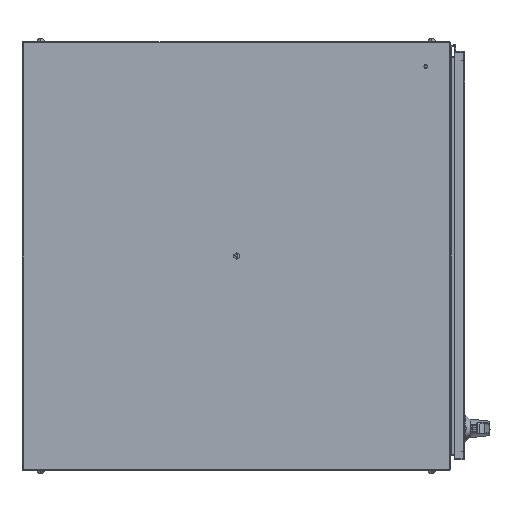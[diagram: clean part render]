
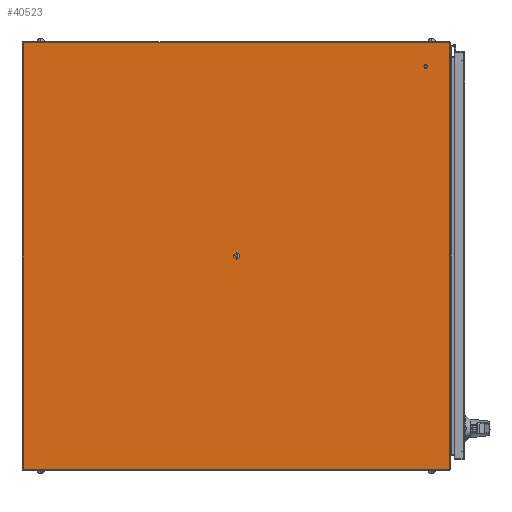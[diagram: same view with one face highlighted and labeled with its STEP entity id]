
A CAD part, front view. The second image highlights one B-rep face of the part: STEP entity #40523.
In plain terms, the highlighted face is planar.
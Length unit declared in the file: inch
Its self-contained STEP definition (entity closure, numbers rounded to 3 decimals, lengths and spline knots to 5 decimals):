
#530 = DIRECTION ( 'NONE',  ( -1., 0., 0. ) ) ;
#1931 = DIRECTION ( 'NONE',  ( 0., -1., 0. ) ) ;
#3190 = VERTEX_POINT ( 'NONE', #116345 ) ;
#5737 = FACE_OUTER_BOUND ( 'NONE', #18779, .T. ) ;
#9714 = CARTESIAN_POINT ( 'NONE',  ( -17.935, 18., 0. ) ) ;
#13385 = VERTEX_POINT ( 'NONE', #90125 ) ;
#18779 = EDGE_LOOP ( 'NONE', ( #115239, #48525, #133818, #77185 ) ) ;
#22940 = LINE ( 'NONE', #32150, #50905 ) ;
#30569 = VERTEX_POINT ( 'NONE', #85227 ) ;
#32150 = CARTESIAN_POINT ( 'NONE',  ( -17.935, -17.857, 0. ) ) ;
#37008 = LINE ( 'NONE', #9714, #129750 ) ;
#40523 = ADVANCED_FACE ( 'NONE', ( #5737 ), #82634, .F. ) ;
#40717 = EDGE_CURVE ( 'NONE', #30569, #3190, #129595, .T. ) ;
#41059 = VERTEX_POINT ( 'NONE', #83391 ) ;
#48525 = ORIENTED_EDGE ( 'NONE', *, *, #40717, .F. ) ;
#50905 = VECTOR ( 'NONE', #126456, 39.37008 ) ;
#54501 = EDGE_CURVE ( 'NONE', #41059, #30569, #37008, .T. ) ;
#61312 = CARTESIAN_POINT ( 'NONE',  ( -17.935, -18., 0. ) ) ;
#62691 = DIRECTION ( 'NONE',  ( 1., 0., 0. ) ) ;
#72060 = VECTOR ( 'NONE', #97376, 39.37008 ) ;
#75208 = CARTESIAN_POINT ( 'NONE',  ( 17.935, -18., 0. ) ) ;
#77185 = ORIENTED_EDGE ( 'NONE', *, *, #115337, .F. ) ;
#80245 = LINE ( 'NONE', #75208, #72060 ) ;
#81581 = VECTOR ( 'NONE', #1931, 39.37008 ) ;
#82634 = PLANE ( 'NONE',  #125403 ) ;
#83391 = CARTESIAN_POINT ( 'NONE',  ( 17.935, 18., 0. ) ) ;
#85227 = CARTESIAN_POINT ( 'NONE',  ( -17.935, 18., 0. ) ) ;
#90125 = CARTESIAN_POINT ( 'NONE',  ( 17.935, -17.857, 0. ) ) ;
#97376 = DIRECTION ( 'NONE',  ( 0., 1., 0. ) ) ;
#115239 = ORIENTED_EDGE ( 'NONE', *, *, #133558, .F. ) ;
#115337 = EDGE_CURVE ( 'NONE', #13385, #41059, #80245, .T. ) ;
#116345 = CARTESIAN_POINT ( 'NONE',  ( -17.935, -17.857, 0. ) ) ;
#119489 = CARTESIAN_POINT ( 'NONE',  ( -17.935, -18., 0. ) ) ;
#125403 = AXIS2_PLACEMENT_3D ( 'NONE', #61312, #135830, #62691 ) ;
#126456 = DIRECTION ( 'NONE',  ( 1., 0., 0. ) ) ;
#129595 = LINE ( 'NONE', #119489, #81581 ) ;
#129750 = VECTOR ( 'NONE', #530, 39.37008 ) ;
#133558 = EDGE_CURVE ( 'NONE', #3190, #13385, #22940, .T. ) ;
#133818 = ORIENTED_EDGE ( 'NONE', *, *, #54501, .F. ) ;
#135830 = DIRECTION ( 'NONE',  ( 0., 0., 1. ) ) ;
